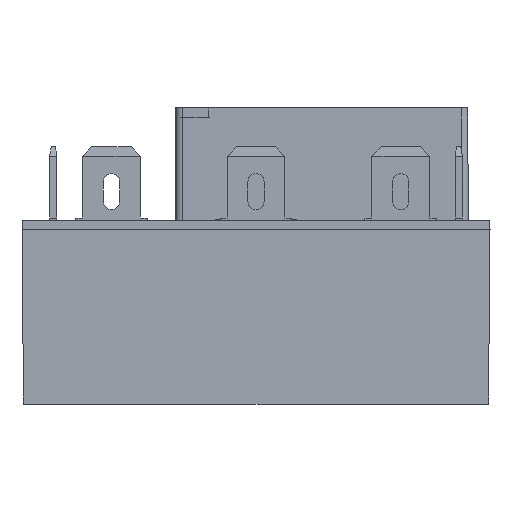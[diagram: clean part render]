
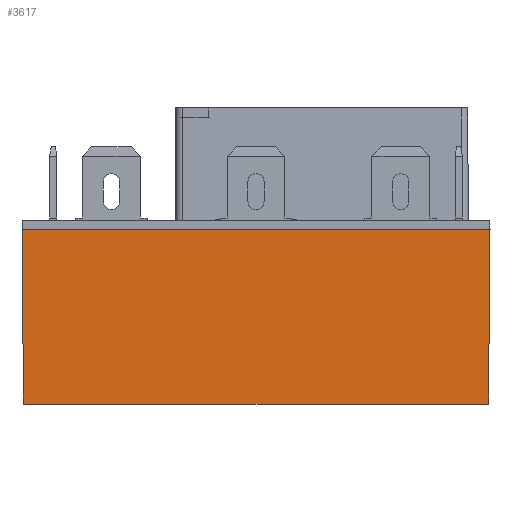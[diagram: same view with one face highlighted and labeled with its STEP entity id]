
A CAD part, front view. The second image highlights one B-rep face of the part: STEP entity #3617.
In plain terms, the highlighted planar face has unit normal (0, -1, -0.009).
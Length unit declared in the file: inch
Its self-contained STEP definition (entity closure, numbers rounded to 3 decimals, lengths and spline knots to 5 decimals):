
#1654 = VECTOR ( 'NONE', #11071, 39.37008 ) ;
#1899 = CARTESIAN_POINT ( 'NONE',  ( 1.01005, -1.515, 0. ) ) ;
#2013 = PLANE ( 'NONE',  #3968 ) ;
#2020 = CARTESIAN_POINT ( 'NONE',  ( 1.01005, -1.515, 0. ) ) ;
#2386 = EDGE_CURVE ( 'NONE', #18573, #18921, #14321, .T. ) ;
#2905 = ORIENTED_EDGE ( 'NONE', *, *, #16348, .T. ) ;
#3221 = ORIENTED_EDGE ( 'NONE', *, *, #13720, .T. ) ;
#3617 = ADVANCED_FACE ( 'NONE', ( #3693 ), #2013, .T. ) ;
#3693 = FACE_OUTER_BOUND ( 'NONE', #5405, .T. ) ;
#3968 = AXIS2_PLACEMENT_3D ( 'NONE', #7389, #8850, #17451 ) ;
#4129 = LINE ( 'NONE', #17887, #1654 ) ;
#4272 = VECTOR ( 'NONE', #11868, 39.37008 ) ;
#5405 = EDGE_LOOP ( 'NONE', ( #2905, #21251, #3221, #13329 ) ) ;
#7018 = CARTESIAN_POINT ( 'NONE',  ( -1.00347, -1.50842, -0.754 ) ) ;
#7389 = CARTESIAN_POINT ( 'NONE',  ( 0.97055, -1.515, -0.00034 ) ) ;
#7505 = DIRECTION ( 'NONE',  ( -0.009, 0.009, -1. ) ) ;
#8850 = DIRECTION ( 'NONE',  ( 0., -1., -0.009 ) ) ;
#9223 = CARTESIAN_POINT ( 'NONE',  ( -1.01005, -1.515, 0. ) ) ;
#9284 = VERTEX_POINT ( 'NONE', #9223 ) ;
#9673 = VECTOR ( 'NONE', #7505, 39.37008 ) ;
#10520 = VERTEX_POINT ( 'NONE', #17823 ) ;
#11071 = DIRECTION ( 'NONE',  ( -1., 0., 0. ) ) ;
#11868 = DIRECTION ( 'NONE',  ( 1., 0., 0. ) ) ;
#13329 = ORIENTED_EDGE ( 'NONE', *, *, #17894, .F. ) ;
#13720 = EDGE_CURVE ( 'NONE', #18573, #9284, #4129, .T. ) ;
#14321 = LINE ( 'NONE', #2020, #9673 ) ;
#15295 = DIRECTION ( 'NONE',  ( -0.009, -0.009, 1. ) ) ;
#15538 = LINE ( 'NONE', #16900, #4272 ) ;
#16348 = EDGE_CURVE ( 'NONE', #10520, #18921, #15538, .T. ) ;
#16658 = CARTESIAN_POINT ( 'NONE',  ( 1.00347, -1.50842, -0.754 ) ) ;
#16900 = CARTESIAN_POINT ( 'NONE',  ( 0., -1.50842, -0.754 ) ) ;
#17451 = DIRECTION ( 'NONE',  ( 0., 0.009, -1. ) ) ;
#17823 = CARTESIAN_POINT ( 'NONE',  ( -1.00347, -1.50842, -0.754 ) ) ;
#17887 = CARTESIAN_POINT ( 'NONE',  ( 0.97055, -1.515, 0. ) ) ;
#17894 = EDGE_CURVE ( 'NONE', #10520, #9284, #22036, .T. ) ;
#18573 = VERTEX_POINT ( 'NONE', #1899 ) ;
#18921 = VERTEX_POINT ( 'NONE', #16658 ) ;
#18951 = VECTOR ( 'NONE', #15295, 39.37008 ) ;
#21251 = ORIENTED_EDGE ( 'NONE', *, *, #2386, .F. ) ;
#22036 = LINE ( 'NONE', #7018, #18951 ) ;
